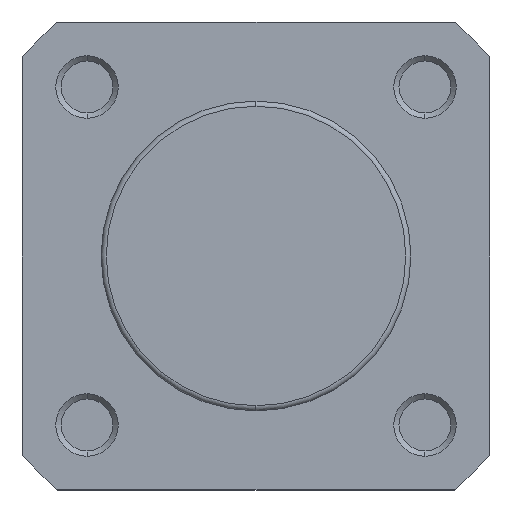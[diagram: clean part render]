
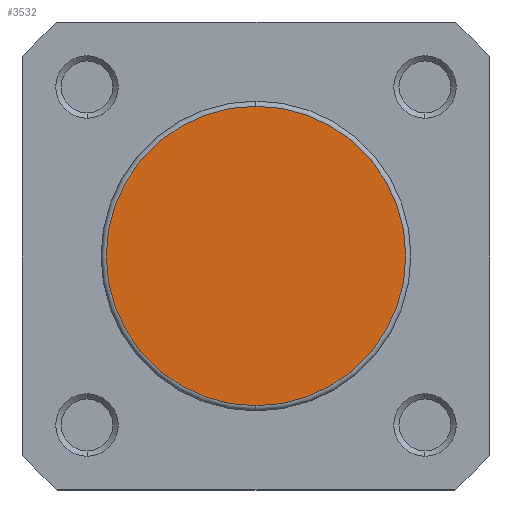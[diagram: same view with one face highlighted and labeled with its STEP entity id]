
A CAD part, left-side view. The second image highlights one B-rep face of the part: STEP entity #3532.
In plain terms, the highlighted planar face has unit normal (-1, 0, 0).
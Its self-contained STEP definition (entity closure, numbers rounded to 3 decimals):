
#54 = AXIS2_PLACEMENT_3D ( 'NONE', #4470, #4471, #4472 ) ;
#632 = EDGE_CURVE ( 'NONE', #3716, #3692, #833, .T. ) ;
#707 = AXIS2_PLACEMENT_3D ( 'NONE', #3735, #3745, #3728 ) ;
#833 = CIRCLE ( 'NONE', #707, 14.4 ) ;
#1349 = EDGE_LOOP ( 'NONE', ( #2179, #2396 ) ) ;
#1923 = FACE_OUTER_BOUND ( 'NONE', #1349, .T. ) ;
#2179 = ORIENTED_EDGE ( 'NONE', *, *, #4750, .T. ) ;
#2376 = CIRCLE ( 'NONE', #54, 14.4 ) ;
#2396 = ORIENTED_EDGE ( 'NONE', *, *, #632, .T. ) ;
#3118 = CARTESIAN_POINT ( 'NONE',  ( 0., -14.9, 0. ) ) ;
#3119 = PLANE ( 'NONE',  #3633 ) ;
#3121 = DIRECTION ( 'NONE',  ( -1., 0., 0. ) ) ;
#3122 = DIRECTION ( 'NONE',  ( 0., 0., 1. ) ) ;
#3125 = CARTESIAN_POINT ( 'NONE',  ( 0., 0., 14.4 ) ) ;
#3127 = CARTESIAN_POINT ( 'NONE',  ( 0., 0., -14.4 ) ) ;
#3532 = ADVANCED_FACE ( 'NONE', ( #1923 ), #3119, .T. ) ;
#3633 = AXIS2_PLACEMENT_3D ( 'NONE', #3118, #3121, #3122 ) ;
#3692 = VERTEX_POINT ( 'NONE', #3125 ) ;
#3716 = VERTEX_POINT ( 'NONE', #3127 ) ;
#3728 = DIRECTION ( 'NONE',  ( 0., 0., 1. ) ) ;
#3735 = CARTESIAN_POINT ( 'NONE',  ( 0., 0., 0. ) ) ;
#3745 = DIRECTION ( 'NONE',  ( -1., 0., 0. ) ) ;
#4470 = CARTESIAN_POINT ( 'NONE',  ( 0., 0., 0. ) ) ;
#4471 = DIRECTION ( 'NONE',  ( -1., 0., 0. ) ) ;
#4472 = DIRECTION ( 'NONE',  ( 0., 0., 1. ) ) ;
#4750 = EDGE_CURVE ( 'NONE', #3692, #3716, #2376, .T. ) ;
